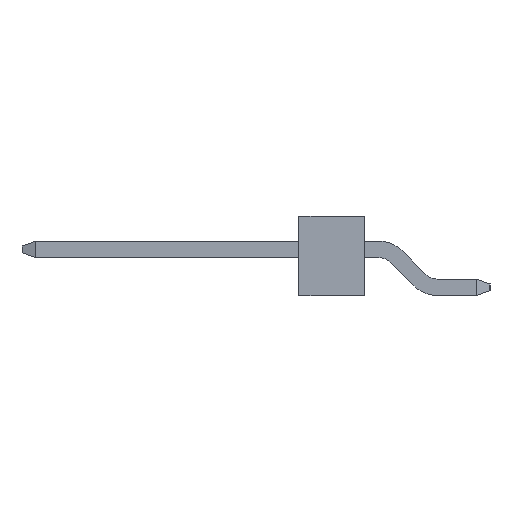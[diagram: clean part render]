
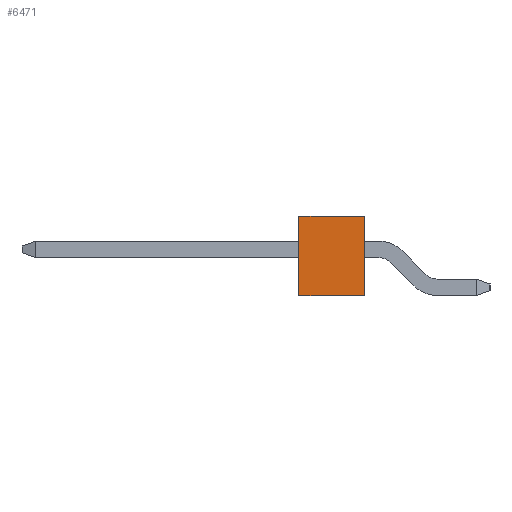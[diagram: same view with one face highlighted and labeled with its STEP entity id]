
A CAD part, left-side view. The second image highlights one B-rep face of the part: STEP entity #6471.
In plain terms, the highlighted face is planar.
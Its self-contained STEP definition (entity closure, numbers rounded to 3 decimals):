
#1274 = VERTEX_POINT('',#1275);
#1275 = CARTESIAN_POINT('',(25.4,-1.524,-1.27));
#1281 = EDGE_CURVE('',#1282,#1274,#1284,.T.);
#1282 = VERTEX_POINT('',#1283);
#1283 = CARTESIAN_POINT('',(25.4,-1.524,1.27));
#1284 = LINE('',#1285,#1286);
#1285 = CARTESIAN_POINT('',(25.4,-1.524,1.27));
#1286 = VECTOR('',#1287,1.);
#1287 = DIRECTION('',(0.,0.,-1.));
#2171 = EDGE_CURVE('',#1282,#2172,#2174,.T.);
#2172 = VERTEX_POINT('',#2173);
#2173 = CARTESIAN_POINT('',(25.4,1.524,1.27));
#2174 = LINE('',#2175,#2176);
#2175 = CARTESIAN_POINT('',(25.4,-1.524,1.27));
#2176 = VECTOR('',#2177,1.);
#2177 = DIRECTION('',(0.,1.,0.));
#4642 = VERTEX_POINT('',#4643);
#4643 = CARTESIAN_POINT('',(25.4,1.524,-1.27));
#4649 = EDGE_CURVE('',#1274,#4642,#4650,.T.);
#4650 = LINE('',#4651,#4652);
#4651 = CARTESIAN_POINT('',(25.4,-1.524,-1.27));
#4652 = VECTOR('',#4653,1.);
#4653 = DIRECTION('',(0.,1.,0.));
#5088 = EDGE_CURVE('',#2172,#4642,#5089,.T.);
#5089 = LINE('',#5090,#5091);
#5090 = CARTESIAN_POINT('',(25.4,1.524,1.27));
#5091 = VECTOR('',#5092,1.);
#5092 = DIRECTION('',(0.,0.,-1.));
#6471 = ADVANCED_FACE('',(#6472),#6478,.F.);
#6472 = FACE_BOUND('',#6473,.T.);
#6473 = EDGE_LOOP('',(#6474,#6475,#6476,#6477));
#6474 = ORIENTED_EDGE('',*,*,#4649,.T.);
#6475 = ORIENTED_EDGE('',*,*,#5088,.F.);
#6476 = ORIENTED_EDGE('',*,*,#2171,.F.);
#6477 = ORIENTED_EDGE('',*,*,#1281,.T.);
#6478 = PLANE('',#6479);
#6479 = AXIS2_PLACEMENT_3D('',#6480,#6481,#6482);
#6480 = CARTESIAN_POINT('',(25.4,-1.524,1.27));
#6481 = DIRECTION('',(-1.,0.,0.));
#6482 = DIRECTION('',(0.,0.,1.));
